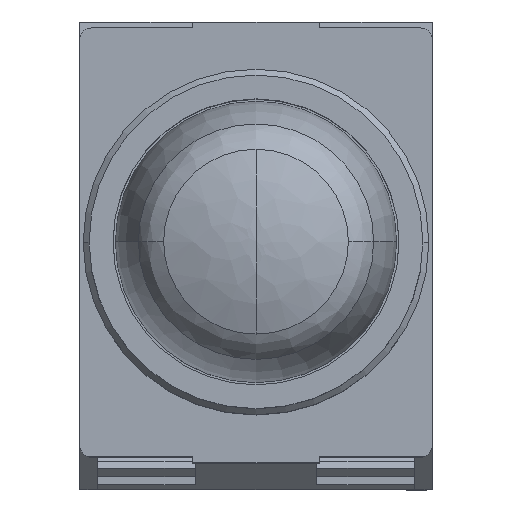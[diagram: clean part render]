
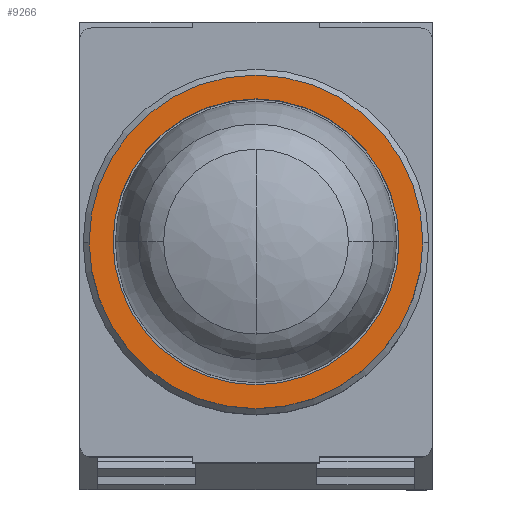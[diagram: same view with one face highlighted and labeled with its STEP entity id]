
A CAD part, top view. The second image highlights one B-rep face of the part: STEP entity #9266.
In plain terms, the highlighted planar face has unit normal (0, 0, 1).
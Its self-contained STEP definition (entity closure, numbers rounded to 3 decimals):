
#313 = FACE_OUTER_BOUND ( 'NONE', #9563, .T. ) ;
#620 = DIRECTION ( 'NONE',  ( 0., 0., 1. ) ) ;
#1432 = DIRECTION ( 'NONE',  ( 0., 0., 1. ) ) ;
#2114 = CARTESIAN_POINT ( 'NONE',  ( 0., 0., 13. ) ) ;
#2232 = AXIS2_PLACEMENT_3D ( 'NONE', #2114, #5625, #9122 ) ;
#2377 = CARTESIAN_POINT ( 'NONE',  ( 0., 0., 13. ) ) ;
#2414 = AXIS2_PLACEMENT_3D ( 'NONE', #7318, #10804, #2942 ) ;
#2668 = ORIENTED_EDGE ( 'NONE', *, *, #8655, .F. ) ;
#2942 = DIRECTION ( 'NONE',  ( -1., 0., 0. ) ) ;
#3331 = VERTEX_POINT ( 'NONE', #6657 ) ;
#3344 = EDGE_CURVE ( 'NONE', #3331, #8641, #4362, .T. ) ;
#3692 = VERTEX_POINT ( 'NONE', #6970 ) ;
#3799 = PLANE ( 'NONE',  #2414 ) ;
#3943 = VERTEX_POINT ( 'NONE', #9370 ) ;
#4102 = DIRECTION ( 'NONE',  ( 1., 0., 0. ) ) ;
#4362 = CIRCLE ( 'NONE', #9322, 12. ) ;
#4927 = DIRECTION ( 'NONE',  ( 1., 0., 0. ) ) ;
#4981 = CIRCLE ( 'NONE', #6464, 14. ) ;
#5625 = DIRECTION ( 'NONE',  ( 0., 0., -1. ) ) ;
#5677 = ORIENTED_EDGE ( 'NONE', *, *, #7002, .F. ) ;
#5887 = DIRECTION ( 'NONE',  ( 0., 0., -1. ) ) ;
#6282 = EDGE_CURVE ( 'NONE', #8641, #3331, #8451, .T. ) ;
#6464 = AXIS2_PLACEMENT_3D ( 'NONE', #2377, #5887, #9386 ) ;
#6657 = CARTESIAN_POINT ( 'NONE',  ( -12., 0., 13. ) ) ;
#6819 = ORIENTED_EDGE ( 'NONE', *, *, #3344, .F. ) ;
#6970 = CARTESIAN_POINT ( 'NONE',  ( -14., 0., 13. ) ) ;
#7002 = EDGE_CURVE ( 'NONE', #3943, #3692, #7194, .T. ) ;
#7194 = CIRCLE ( 'NONE', #2232, 14. ) ;
#7318 = CARTESIAN_POINT ( 'NONE',  ( 14.168, -14.168, 13. ) ) ;
#7894 = ORIENTED_EDGE ( 'NONE', *, *, #6282, .F. ) ;
#8173 = FACE_BOUND ( 'NONE', #8305, .T. ) ;
#8305 = EDGE_LOOP ( 'NONE', ( #7894, #6819 ) ) ;
#8451 = CIRCLE ( 'NONE', #9928, 12. ) ;
#8477 = CARTESIAN_POINT ( 'NONE',  ( 0., 0., 13. ) ) ;
#8641 = VERTEX_POINT ( 'NONE', #10242 ) ;
#8655 = EDGE_CURVE ( 'NONE', #3692, #3943, #4981, .T. ) ;
#9122 = DIRECTION ( 'NONE',  ( 1., 0., 0. ) ) ;
#9266 = ADVANCED_FACE ( 'NONE', ( #8173, #313 ), #3799, .F. ) ;
#9287 = CARTESIAN_POINT ( 'NONE',  ( 0., 0., 13. ) ) ;
#9322 = AXIS2_PLACEMENT_3D ( 'NONE', #9287, #1432, #4927 ) ;
#9370 = CARTESIAN_POINT ( 'NONE',  ( 14., 0., 13. ) ) ;
#9386 = DIRECTION ( 'NONE',  ( 1., 0., 0. ) ) ;
#9563 = EDGE_LOOP ( 'NONE', ( #5677, #2668 ) ) ;
#9928 = AXIS2_PLACEMENT_3D ( 'NONE', #8477, #620, #4102 ) ;
#10242 = CARTESIAN_POINT ( 'NONE',  ( 12., 0., 13. ) ) ;
#10804 = DIRECTION ( 'NONE',  ( 0., 0., -1. ) ) ;
